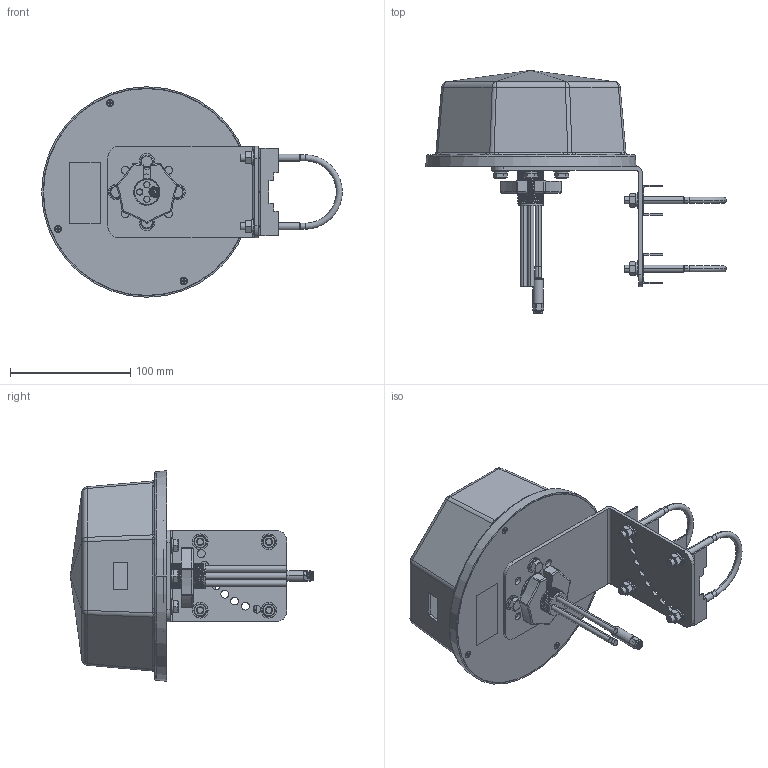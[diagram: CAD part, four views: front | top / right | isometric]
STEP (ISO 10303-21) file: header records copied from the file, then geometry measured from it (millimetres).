
FILE_DESCRIPTION (( 'STEP AP214' ), '1' );
FILE_NAME ('LCANOM1059_3D.step', '2023-02-22T21:19:51', ( '' ), ( '' ), 'SwSTEP 2.0', 'SolidWorks 2022', '' );
FILE_SCHEMA (( 'AUTOMOTIVE_DESIGN' ));
Length unit declared in the file: inch
Products named in the file (4): CA-LMR-200_1_1" Long; LCANOM1059; PE4003 ¦ SC7059; LCANOM1059_3D
Assembly tree (3 placements, depth 2):
  LCANOM1059_3D
    LCANOM1059
    PE4003 ¦ SC7059
    CA-LMR-200_1_1" Long
Bounding box: 250 x 202.21 x 175 mm (x, y, z)
Volume: 266589.2 mm3; surface area: 252593.1 mm2
Topology: 49 solids, 49 shells, 1869 faces, 4700 edges, 2952 vertices
Faces by surface type: cylinder 826, plane 500, cone 238, bspline 186, torus 104, sphere 15
Entity records: 102474 total; most frequent: CARTESIAN_POINT 59978, ORIENTED_EDGE 9354, DIRECTION 7658, EDGE_CURVE 4677, VERTEX_POINT 2952, AXIS2_PLACEMENT_3D 2933, EDGE_LOOP 2033, FACE_OUTER_BOUND 1869
